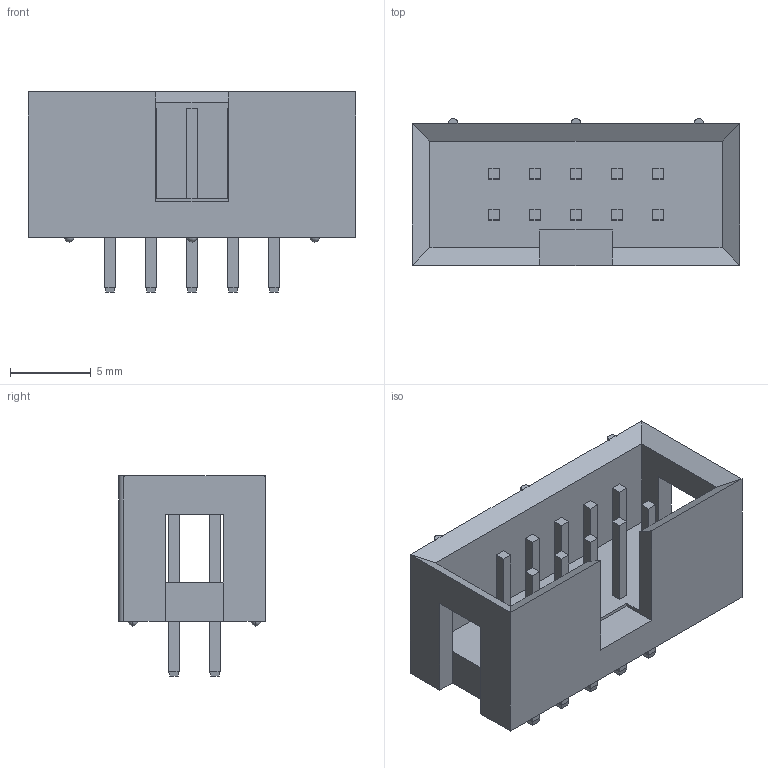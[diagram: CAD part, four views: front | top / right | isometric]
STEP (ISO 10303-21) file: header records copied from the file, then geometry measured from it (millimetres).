
FILE_DESCRIPTION (( 'STEP AP214' ), '1' );
FILE_NAME ('IDC-10M TH VERT.STEP', '2017-08-23T15:04:36', ( '' ), ( '' ), 'SwSTEP 2.0', 'SolidWorks 2016', '' );
FILE_SCHEMA (( 'AUTOMOTIVE_DESIGN' ));
Length unit declared in the file: millimetre
Products named in the file (3): User Library-IDC-10M_IDC_pin_�� 㬮�砭��; User Library-IDC-10M_IDC-10M_Body_�� 㬮�砭��; IDC-10M TH VERT
Assembly tree (11 placements, depth 2):
  IDC-10M TH VERT
    User Library-IDC-10M_IDC-10M_Body_�� 㬮�砭��
    User Library-IDC-10M_IDC_pin_�� 㬮�砭��  x10
Bounding box: 20.3 x 9.1 x 12.4 mm (x, y, z)
Volume: 756.5 mm3; surface area: 1474.2 mm2
Topology: 11 solids, 11 shells, 189 faces, 467 edges, 290 vertices
Faces by surface type: plane 174, sphere 12, cylinder 3
Entity records: 3249 total; most frequent: CARTESIAN_POINT 546, ORIENTED_EDGE 526, DIRECTION 519, EDGE_CURVE 263, VECTOR 233, LINE 233, VERTEX_POINT 170, AXIS2_PLACEMENT_3D 143
